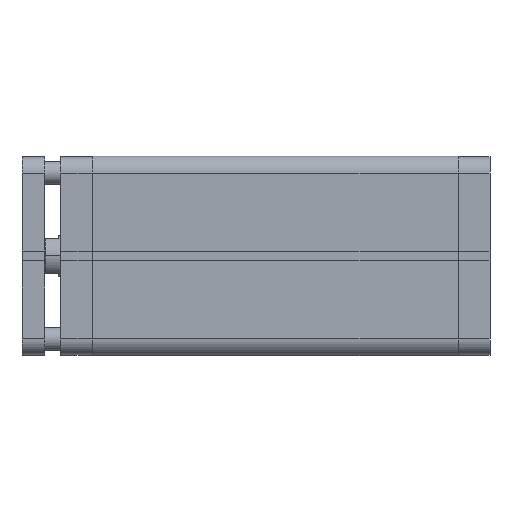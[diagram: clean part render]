
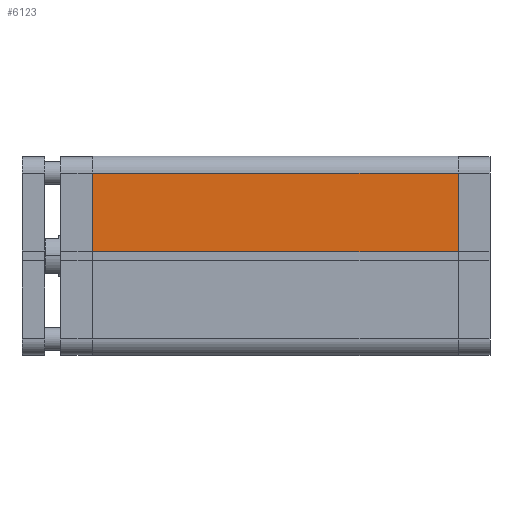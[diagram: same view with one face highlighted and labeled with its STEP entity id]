
A CAD part, top view. The second image highlights one B-rep face of the part: STEP entity #6123.
In plain terms, the highlighted face is planar.
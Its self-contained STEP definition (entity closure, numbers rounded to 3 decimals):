
#682 = VERTEX_POINT ( 'NONE', #5092 ) ;
#697 = VERTEX_POINT ( 'NONE', #5116 ) ;
#721 = VERTEX_POINT ( 'NONE', #5152 ) ;
#727 = VERTEX_POINT ( 'NONE', #5158 ) ;
#852 = EDGE_LOOP ( 'NONE', ( #6523, #6522, #6521, #6520 ) ) ;
#1024 = CARTESIAN_POINT ( 'NONE',  ( -51.5, 62., -227.5 ) ) ;
#1025 = PLANE ( 'NONE',  #8208 ) ;
#1027 = DIRECTION ( 'NONE',  ( 0., 1., 0. ) ) ;
#1028 = DIRECTION ( 'NONE',  ( 0., 0., 1. ) ) ;
#2009 = CARTESIAN_POINT ( 'NONE',  ( -51.5, 62., -227.5 ) ) ;
#2020 = DIRECTION ( 'NONE',  ( 0., 0., 1. ) ) ;
#2023 = CARTESIAN_POINT ( 'NONE',  ( -51.5, 62., -227.5 ) ) ;
#2024 = DIRECTION ( 'NONE',  ( -1., 0., 0. ) ) ;
#2092 = CARTESIAN_POINT ( 'NONE',  ( -2.6, 62., -227.5 ) ) ;
#2097 = DIRECTION ( 'NONE',  ( 0., 0., 1. ) ) ;
#2098 = CARTESIAN_POINT ( 'NONE',  ( -51.5, 62., 0. ) ) ;
#2099 = DIRECTION ( 'NONE',  ( -1., 0., 0. ) ) ;
#2555 = LINE ( 'NONE', #2009, #2559 ) ;
#2559 = VECTOR ( 'NONE', #2020, 1000. ) ;
#2563 = LINE ( 'NONE', #2023, #2564 ) ;
#2564 = VECTOR ( 'NONE', #2024, 1000. ) ;
#2600 = LINE ( 'NONE', #2092, #2610 ) ;
#2610 = VECTOR ( 'NONE', #2097, 1000. ) ;
#2612 = LINE ( 'NONE', #2098, #2613 ) ;
#2613 = VECTOR ( 'NONE', #2099, 1000. ) ;
#5092 = CARTESIAN_POINT ( 'NONE',  ( -2.6, 62., 0. ) ) ;
#5116 = CARTESIAN_POINT ( 'NONE',  ( -51.5, 62., -227.5 ) ) ;
#5152 = CARTESIAN_POINT ( 'NONE',  ( -2.6, 62., -227.5 ) ) ;
#5158 = CARTESIAN_POINT ( 'NONE',  ( -51.5, 62., 0. ) ) ;
#6123 = ADVANCED_FACE ( 'NONE', ( #7438 ), #1025, .T. ) ;
#6520 = ORIENTED_EDGE ( 'NONE', *, *, #7569, .T. ) ;
#6521 = ORIENTED_EDGE ( 'NONE', *, *, #7571, .T. ) ;
#6522 = ORIENTED_EDGE ( 'NONE', *, *, #7601, .F. ) ;
#6523 = ORIENTED_EDGE ( 'NONE', *, *, #7602, .F. ) ;
#7438 = FACE_OUTER_BOUND ( 'NONE', #852, .T. ) ;
#7569 = EDGE_CURVE ( 'NONE', #697, #727, #2555, .T. ) ;
#7571 = EDGE_CURVE ( 'NONE', #721, #697, #2563, .T. ) ;
#7601 = EDGE_CURVE ( 'NONE', #721, #682, #2600, .T. ) ;
#7602 = EDGE_CURVE ( 'NONE', #682, #727, #2612, .T. ) ;
#8208 = AXIS2_PLACEMENT_3D ( 'NONE', #1024, #1027, #1028 ) ;
